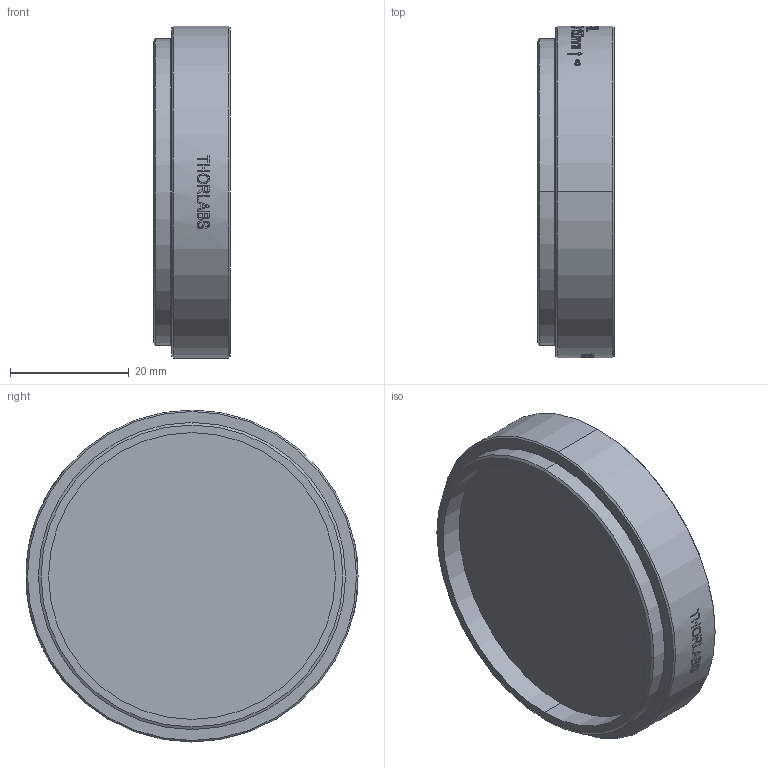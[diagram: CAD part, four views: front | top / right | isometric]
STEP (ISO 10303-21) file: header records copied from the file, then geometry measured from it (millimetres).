
FILE_DESCRIPTION (( 'STEP AP203' ), '1' );
FILE_NAME ('TTN039582-E0W.STEP', '2015-11-13T20:53:34', ( 'admin' ), ( '' ), 'SwSTEP 2.0', 'SolidWorks 2014', '' );
FILE_SCHEMA (( 'CONFIG_CONTROL_DESIGN' ));
Length unit declared in the file: inch
Products named in the file (1): TTN039582-E0W
Bounding box: 12.95 x 55.88 x 55.88 mm (x, y, z)
Volume: 15594 mm3; surface area: 11406.4 mm2
Topology: 3 solids, 3 shells, 107 faces, 551 edges, 506 vertices
Faces by surface type: cylinder 71, cone 18, plane 16, sphere 2
Entity records: 9207 total; most frequent: CARTESIAN_POINT 4686, ORIENTED_EDGE 1102, DIRECTION 735, EDGE_CURVE 551, VERTEX_POINT 506, AXIS2_PLACEMENT_3D 294, B_SPLINE_CURVE_WITH_KNOTS 218, CIRCLE 186
